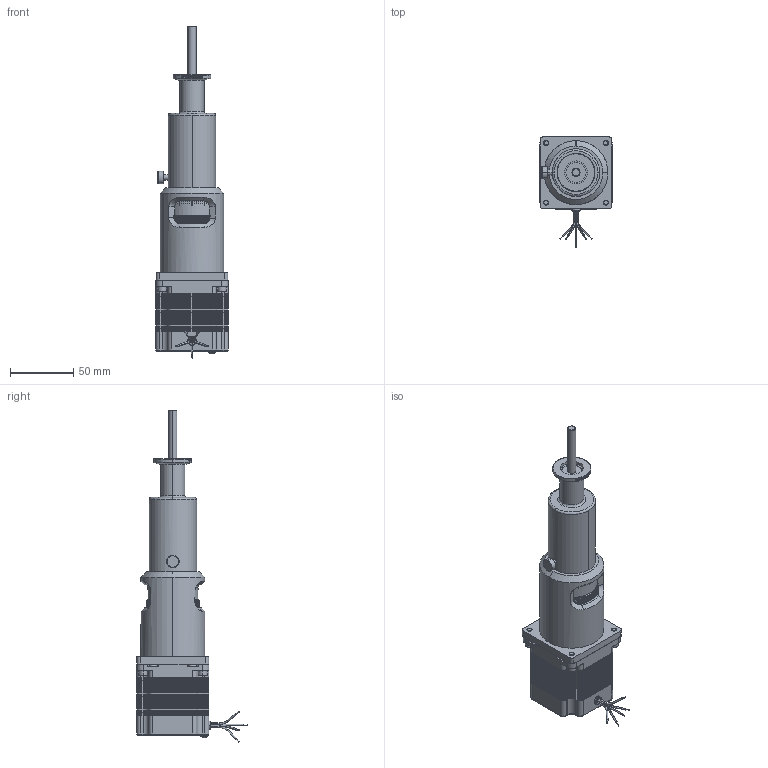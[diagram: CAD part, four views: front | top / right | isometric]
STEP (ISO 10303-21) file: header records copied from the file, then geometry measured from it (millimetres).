
FILE_DESCRIPTION (( 'STEP AP203' ), '1' );
FILE_NAME ('102140.12.stp', '2019-04-18T17:02:11', ( '' ), ( '' ), 'SwSTEP 2.0', 'SolidWorks 2012', '' );
FILE_SCHEMA (( 'CONFIG_CONTROL_DESIGN' ));
Products named in the file (1): 102140.12
Bounding box: 56.9 x 87.06 x 261.91 mm (x, y, z)
Volume: 382363.5 mm3; surface area: 46367.8 mm2
Topology: 1 solids, 1 shells, 3805 faces, 8847 edges, 5106 vertices
Faces by surface type: plane 1803, cylinder 942, cone 866, bspline 194
Entity records: 131984 total; most frequent: CARTESIAN_POINT 47082, ORIENTED_EDGE 17654, DIRECTION 17651, EDGE_CURVE 8827, AXIS2_PLACEMENT_3D 6154, VECTOR 5343, LINE 5343, VERTEX_POINT 5102
